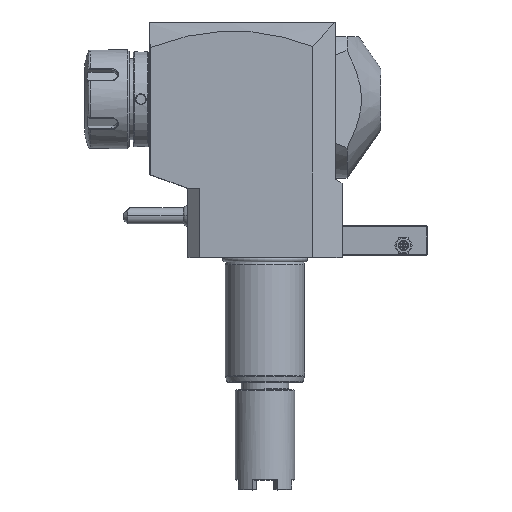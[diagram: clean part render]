
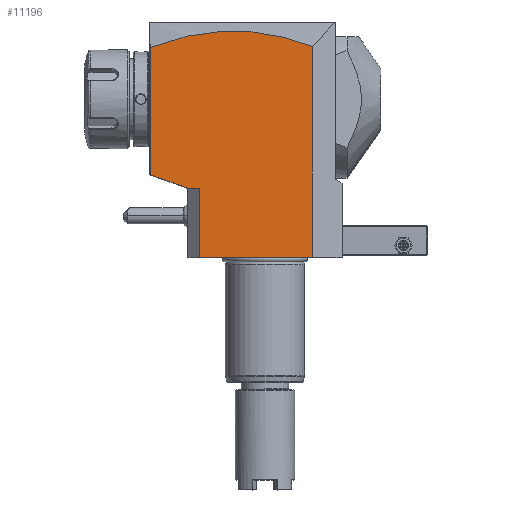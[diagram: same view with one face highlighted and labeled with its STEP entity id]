
A CAD part, top view. The second image highlights one B-rep face of the part: STEP entity #11196.
In plain terms, the highlighted planar face has unit normal (0, 0, 1).
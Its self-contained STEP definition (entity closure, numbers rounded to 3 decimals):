
#29=DIRECTION('',(-1.,0.,0.));
#30=VECTOR('',#29,57.);
#31=CARTESIAN_POINT('',(24.,0.,37.5));
#32=LINE('',#31,#30);
#262=DIRECTION('',(0.,-1.,0.));
#263=VECTOR('',#262,64.359);
#264=CARTESIAN_POINT('',(-57.8,106.092,37.5));
#265=LINE('',#264,#263);
#275=DIRECTION('',(0.94,-0.342,0.));
#276=VECTOR('',#275,19.687);
#277=CARTESIAN_POINT('',(-57.8,41.733,37.5));
#278=LINE('',#277,#276);
#279=CARTESIAN_POINT('',(-57.8,106.092,37.5));
#280=CARTESIAN_POINT('',(-50.998,108.812,37.5));
#281=CARTESIAN_POINT('',(-37.387,112.914,37.5));
#282=CARTESIAN_POINT('',(-16.948,115.059,37.5));
#283=CARTESIAN_POINT('',(3.513,113.192,37.5));
#284=CARTESIAN_POINT('',(17.168,109.259,37.5));
#285=CARTESIAN_POINT('',(24.,106.615,37.5));
#287=DIRECTION('',(0.,-1.,0.));
#288=VECTOR('',#287,106.615);
#289=CARTESIAN_POINT('',(24.,106.615,37.5));
#290=LINE('',#289,#288);
#291=DIRECTION('',(1.,0.,0.));
#292=VECTOR('',#291,6.3);
#293=CARTESIAN_POINT('',(-39.3,35.,37.5));
#294=LINE('',#293,#292);
#303=DIRECTION('',(0.,-1.,0.));
#304=VECTOR('',#303,35.);
#305=CARTESIAN_POINT('',(-33.,35.,37.5));
#306=LINE('',#305,#304);
#10320=VERTEX_POINT('',#279);
#10321=VERTEX_POINT('',#285);
#10336=CARTESIAN_POINT('',(-33.,35.,37.5));
#10337=VERTEX_POINT('',#10336);
#10633=CARTESIAN_POINT('',(24.,0.,37.5));
#10635=VERTEX_POINT('',#10633);
#10636=CARTESIAN_POINT('',(-33.,0.,37.5));
#10637=VERTEX_POINT('',#10636);
#10648=CARTESIAN_POINT('',(-57.8,41.733,37.5));
#10649=CARTESIAN_POINT('',(-39.3,35.,37.5));
#10650=VERTEX_POINT('',#10648);
#10651=VERTEX_POINT('',#10649);
#11178=CARTESIAN_POINT('',(-39.202,35.,37.5));
#11179=DIRECTION('',(0.,0.,1.));
#11180=DIRECTION('',(1.,0.,0.));
#11181=AXIS2_PLACEMENT_3D('',#11178,#11179,#11180);
#11182=PLANE('',#11181);
#11184=ORIENTED_EDGE('',*,*,#11183,.F.);
#11186=ORIENTED_EDGE('',*,*,#11185,.F.);
#11187=ORIENTED_EDGE('',*,*,#11168,.F.);
#11189=ORIENTED_EDGE('',*,*,#11188,.T.);
#11190=ORIENTED_EDGE('',*,*,#10938,.T.);
#11191=ORIENTED_EDGE('',*,*,#10913,.T.);
#11193=ORIENTED_EDGE('',*,*,#11192,.F.);
#11194=EDGE_LOOP('',(#11184,#11186,#11187,#11189,#11190,#11191,#11193));
#11195=FACE_OUTER_BOUND('',#11194,.F.);
#286=B_SPLINE_CURVE_WITH_KNOTS('',3,(#279,#280,#281,#282,#283,#284,#285),
.UNSPECIFIED.,.F.,.F.,(4,1,1,1,4),(0.,0.25,0.5,0.75,1.),
.UNSPECIFIED.);
#10913=EDGE_CURVE('',#10635,#10637,#32,.T.);
#10938=EDGE_CURVE('',#10321,#10635,#290,.T.);
#11168=EDGE_CURVE('',#10320,#10650,#265,.T.);
#11183=EDGE_CURVE('',#10651,#10337,#294,.T.);
#11185=EDGE_CURVE('',#10650,#10651,#278,.T.);
#11188=EDGE_CURVE('',#10320,#10321,#286,.T.);
#11192=EDGE_CURVE('',#10337,#10637,#306,.T.);
#11196=ADVANCED_FACE('',(#11195),#11182,.T.);
